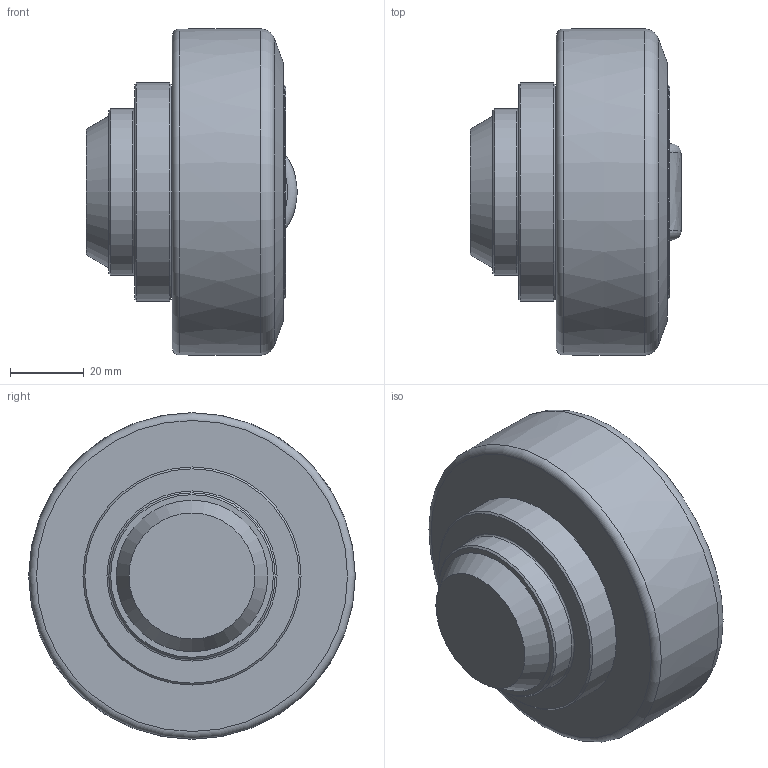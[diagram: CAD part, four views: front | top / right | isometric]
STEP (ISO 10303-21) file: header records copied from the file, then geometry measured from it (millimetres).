
FILE_DESCRIPTION(/* description */ ('-','CAx-IF Rec.Pracs.---Representation and Presentation of Product Manufacturing Information (PMI)---4.0---2014-10-13'),/* implementation_level */ '2;1');
FILE_NAME(/* name */ 'e5a5320d-d557-474e-998d-50b6e6219388.stp',/* time_stamp */ '2020-04-01T16:34:13+02:00',/* author */ ('-'),/* organization */ ('NTI CADcenter A/S'),/* preprocessor_version */ 'ST-DEVELOPER v18',/* originating_system */ 'Autodesk Inventor 2020',/* authorisation */ '-');
FILE_SCHEMA (('AP242_MANAGED_MODEL_BASED_3D_ENGINEERING_MIM_LF { 1 0 10303 442 1 1 4 }'));
Length unit declared in the file: millimetre
Products named in the file (1): TR 090.0350_Kontur
Bounding box: 57.1 x 88.4 x 88.39 mm (x, y, z)
Volume: 227345.2 mm3; surface area: 23465 mm2
Topology: 1 solids, 1 shells, 75 faces, 194 edges, 136 vertices
Faces by surface type: plane 46, cylinder 12, cone 10, torus 5, bspline 2
Full cylindrical faces by diameter (mm): 8 x4, 45 x1, 55.3 x1, 57.8 x1, 59 x1
Entity records: 2449 total; most frequent: CARTESIAN_POINT 486, DIRECTION 416, ORIENTED_EDGE 388, EDGE_CURVE 194, AXIS2_PLACEMENT_3D 154, VERTEX_POINT 136, LINE 108, VECTOR 108
